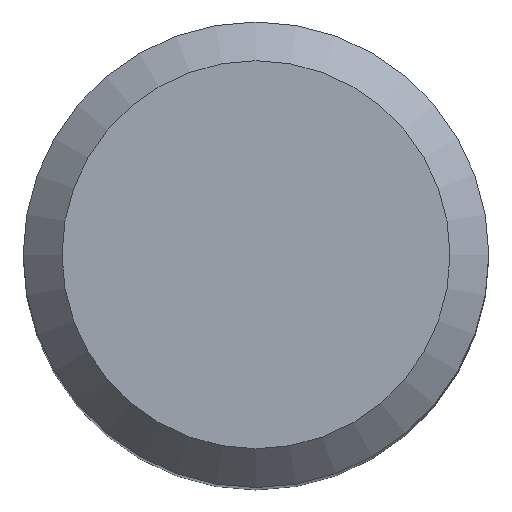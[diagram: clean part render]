
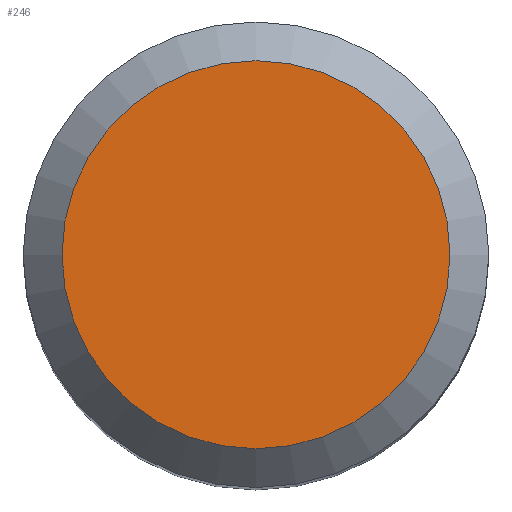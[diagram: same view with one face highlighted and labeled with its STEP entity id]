
A CAD part, top view. The second image highlights one B-rep face of the part: STEP entity #246.
In plain terms, the highlighted planar face has unit normal (0, 0, 1).
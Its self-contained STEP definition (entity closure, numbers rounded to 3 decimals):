
#17 = PLANE ( 'NONE',  #121 ) ;
#29 = DIRECTION ( 'NONE',  ( 0., 0., -1. ) ) ;
#31 = DIRECTION ( 'NONE',  ( 0., 1., 0. ) ) ;
#37 = EDGE_CURVE ( 'NONE', #102, #102, #223, .T. ) ;
#58 = CARTESIAN_POINT ( 'NONE',  ( 0., 0., 102. ) ) ;
#102 = VERTEX_POINT ( 'NONE', #154 ) ;
#121 = AXIS2_PLACEMENT_3D ( 'NONE', #58, #221, #256 ) ;
#152 = EDGE_LOOP ( 'NONE', ( #216 ) ) ;
#154 = CARTESIAN_POINT ( 'NONE',  ( 0., 5., 102. ) ) ;
#179 = AXIS2_PLACEMENT_3D ( 'NONE', #214, #29, #31 ) ;
#204 = FACE_OUTER_BOUND ( 'NONE', #152, .T. ) ;
#214 = CARTESIAN_POINT ( 'NONE',  ( 0., 0., 102. ) ) ;
#216 = ORIENTED_EDGE ( 'NONE', *, *, #37, .F. ) ;
#221 = DIRECTION ( 'NONE',  ( 0., 0., -1. ) ) ;
#223 = CIRCLE ( 'NONE', #179, 5. ) ;
#246 = ADVANCED_FACE ( 'NONE', ( #204 ), #17, .F. ) ;
#256 = DIRECTION ( 'NONE',  ( 0., 1., 0. ) ) ;
